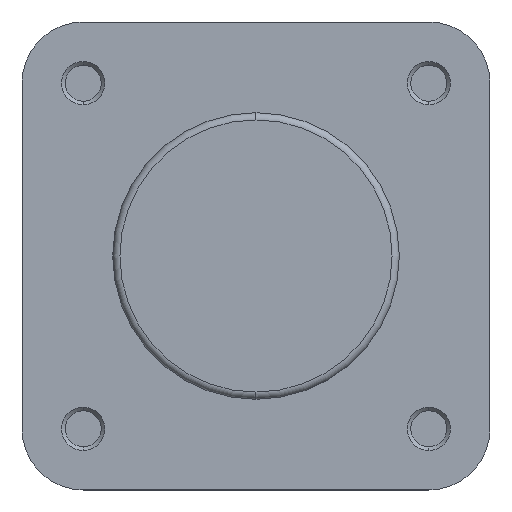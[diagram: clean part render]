
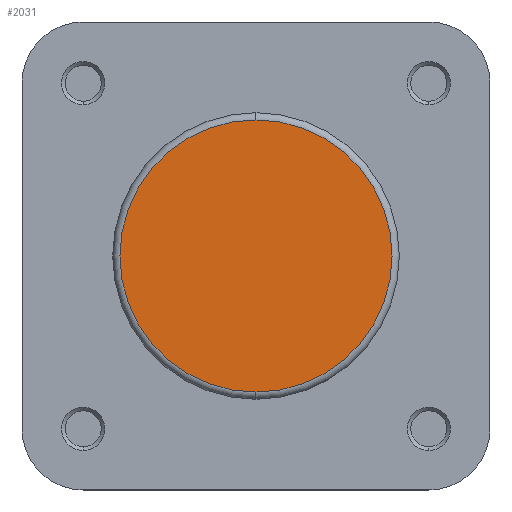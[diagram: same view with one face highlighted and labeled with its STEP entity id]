
A CAD part, left-side view. The second image highlights one B-rep face of the part: STEP entity #2031.
In plain terms, the highlighted planar face has unit normal (-1, 0, 0).
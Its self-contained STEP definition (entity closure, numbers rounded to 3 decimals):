
#96 = PLANE ( 'NONE',  #5214 ) ;
#103 = CARTESIAN_POINT ( 'NONE',  ( 21., 19.9, 0. ) ) ;
#111 = DIRECTION ( 'NONE',  ( 1., 0., 0. ) ) ;
#112 = DIRECTION ( 'NONE',  ( 0., 0., -1. ) ) ;
#570 = CARTESIAN_POINT ( 'NONE',  ( 21., 0., 18.9 ) ) ;
#571 = CARTESIAN_POINT ( 'NONE',  ( 21., 0., -18.9 ) ) ;
#1350 = EDGE_CURVE ( 'NONE', #3579, #3580, #3265, .T. ) ;
#1410 = EDGE_CURVE ( 'NONE', #3580, #3579, #1849, .T. ) ;
#1849 = CIRCLE ( 'NONE', #5005, 18.9 ) ;
#2031 = ADVANCED_FACE ( 'NONE', ( #5469 ), #96, .F. ) ;
#2232 = ORIENTED_EDGE ( 'NONE', *, *, #1350, .T. ) ;
#2233 = ORIENTED_EDGE ( 'NONE', *, *, #1410, .T. ) ;
#3162 = EDGE_LOOP ( 'NONE', ( #2233, #2232 ) ) ;
#3265 = CIRCLE ( 'NONE', #4973, 18.9 ) ;
#3579 = VERTEX_POINT ( 'NONE', #570 ) ;
#3580 = VERTEX_POINT ( 'NONE', #571 ) ;
#3747 = CARTESIAN_POINT ( 'NONE',  ( 21., 0., 0. ) ) ;
#3748 = DIRECTION ( 'NONE',  ( -1., 0., 0. ) ) ;
#3749 = DIRECTION ( 'NONE',  ( 0., 0., -1. ) ) ;
#3893 = CARTESIAN_POINT ( 'NONE',  ( 21., 0., 0. ) ) ;
#3900 = DIRECTION ( 'NONE',  ( -1., 0., 0. ) ) ;
#3901 = DIRECTION ( 'NONE',  ( 0., 0., -1. ) ) ;
#4973 = AXIS2_PLACEMENT_3D ( 'NONE', #3747, #3748, #3749 ) ;
#5005 = AXIS2_PLACEMENT_3D ( 'NONE', #3893, #3900, #3901 ) ;
#5214 = AXIS2_PLACEMENT_3D ( 'NONE', #103, #111, #112 ) ;
#5469 = FACE_OUTER_BOUND ( 'NONE', #3162, .T. ) ;
